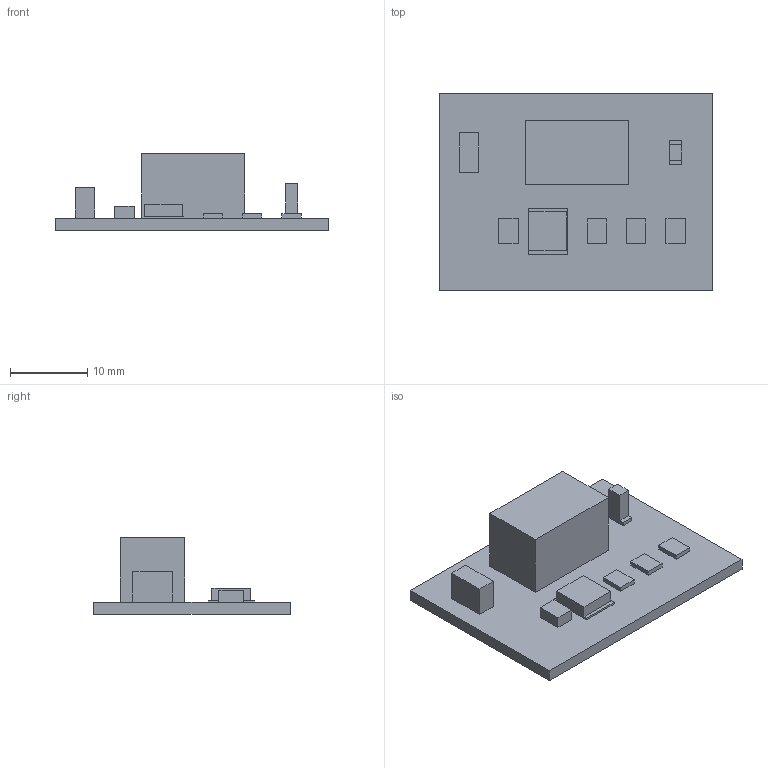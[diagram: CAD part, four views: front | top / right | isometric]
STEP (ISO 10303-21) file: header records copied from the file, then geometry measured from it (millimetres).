
FILE_DESCRIPTION(/* description */ (''),/* implementation_level */ '2;1');
FILE_NAME(/* name */ '555-c .step',/* time_stamp */ '2022-06-10T16:32:52+04:00',/* author */ (''),/* organization */ (''),/* preprocessor_version */ 'ST-DEVELOPER v19',/* originating_system */ 'Autodesk Translation Framework v11.7.0.108',/* authorisation */ '');
FILE_SCHEMA (('AUTOMOTIVE_DESIGN { 1 0 10303 214 3 1 1 }'));
Length unit declared in the file: millimetre
Products named in the file (11): 555-c; Board; Packages; 22-23-2021; 1206; SO08; 139CLL-3R; C1210; R1210 (1); R1210; R1210 (2)
Assembly tree (10 placements, depth 3):
  555-c
    Board
    Packages
      22-23-2021
      1206
      SO08
      139CLL-3R
      C1210
      R1210 (1)
      R1210
      R1210 (2)
Bounding box: 35.23 x 25.39 x 9.92 mm (x, y, z)
Volume: 2463 mm3; surface area: 2896.9 mm2
Topology: 9 solids, 9 shells, 65 faces, 138 edges, 92 vertices
Faces by surface type: plane 63, cylinder 2
Full cylindrical faces by diameter (mm): 1 x2
Entity records: 2076 total; most frequent: CARTESIAN_POINT 317, DIRECTION 316, ORIENTED_EDGE 276, EDGE_CURVE 138, LINE 134, VECTOR 134, VERTEX_POINT 92, AXIS2_PLACEMENT_3D 91
